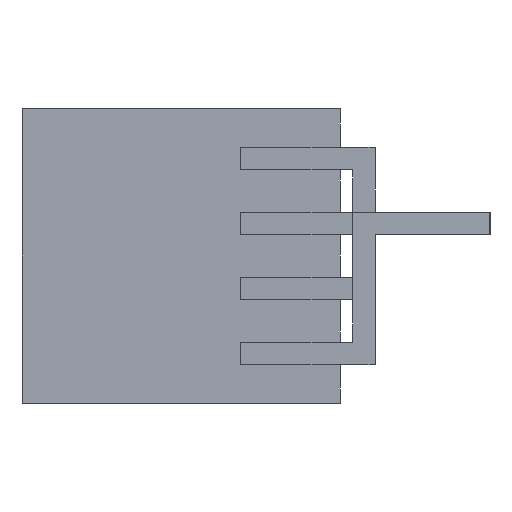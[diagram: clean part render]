
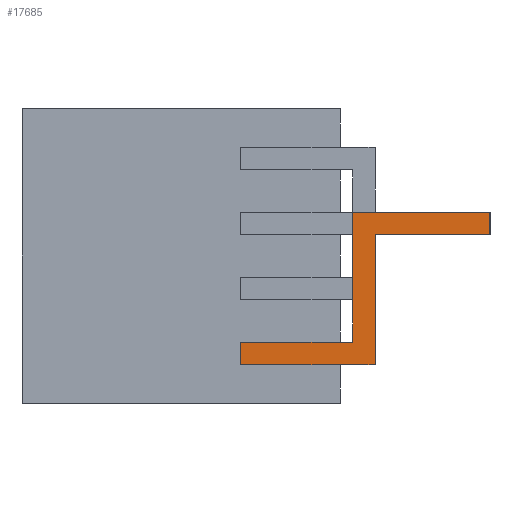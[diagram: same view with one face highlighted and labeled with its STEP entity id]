
A CAD part, left-side view. The second image highlights one B-rep face of the part: STEP entity #17685.
In plain terms, the highlighted planar face has unit normal (-1, 0, 0).
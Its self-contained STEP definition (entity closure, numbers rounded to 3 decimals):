
#137 = VERTEX_POINT ( 'NONE', #5034 ) ;
#395 = CARTESIAN_POINT ( 'NONE',  ( -998.5, -4.75, -6.9 ) ) ;
#400 = CARTESIAN_POINT ( 'NONE',  ( -998.5, -15.55, -8.7 ) ) ;
#797 = CARTESIAN_POINT ( 'NONE',  ( -998.5, -12.75, -6.9 ) ) ;
#837 = EDGE_CURVE ( 'NONE', #8429, #2801, #17140, .T. ) ;
#1242 = FACE_OUTER_BOUND ( 'NONE', #17254, .T. ) ;
#1436 = EDGE_CURVE ( 'NONE', #5606, #3816, #1688, .T. ) ;
#1688 = LINE ( 'NONE', #14181, #9103 ) ;
#2363 = VECTOR ( 'NONE', #5935, 1000. ) ;
#2399 = VECTOR ( 'NONE', #3352, 1000. ) ;
#2458 = AXIS2_PLACEMENT_3D ( 'NONE', #11196, #18548, #9797 ) ;
#2738 = VERTEX_POINT ( 'NONE', #10700 ) ;
#2801 = VERTEX_POINT ( 'NONE', #3545 ) ;
#2861 = LINE ( 'NONE', #395, #2399 ) ;
#3125 = CARTESIAN_POINT ( 'NONE',  ( -998.5, -4.75, -8.7 ) ) ;
#3349 = ORIENTED_EDGE ( 'NONE', *, *, #14381, .F. ) ;
#3352 = DIRECTION ( 'NONE',  ( 0., -1., 0. ) ) ;
#3369 = EDGE_CURVE ( 'NONE', #2738, #4559, #14557, .T. ) ;
#3413 = EDGE_CURVE ( 'NONE', #12784, #8429, #10220, .T. ) ;
#3482 = LINE ( 'NONE', #16316, #10406 ) ;
#3545 = CARTESIAN_POINT ( 'NONE',  ( -998.5, -4.75, -6.9 ) ) ;
#3685 = ORIENTED_EDGE ( 'NONE', *, *, #18786, .F. ) ;
#3816 = VERTEX_POINT ( 'NONE', #400 ) ;
#3905 = CARTESIAN_POINT ( 'NONE',  ( -998.5, -15.55, 1.7 ) ) ;
#4024 = LINE ( 'NONE', #15866, #15280 ) ;
#4345 = DIRECTION ( 'NONE',  ( 0., 0., 1. ) ) ;
#4559 = VERTEX_POINT ( 'NONE', #10442 ) ;
#4568 = DIRECTION ( 'NONE',  ( 0., 1., 0. ) ) ;
#5034 = CARTESIAN_POINT ( 'NONE',  ( -998.5, -24.75, 1.7 ) ) ;
#5153 = LINE ( 'NONE', #5767, #16393 ) ;
#5426 = VECTOR ( 'NONE', #7576, 1000. ) ;
#5606 = VERTEX_POINT ( 'NONE', #3905 ) ;
#5767 = CARTESIAN_POINT ( 'NONE',  ( -998.5, -24.75, 1.7 ) ) ;
#5935 = DIRECTION ( 'NONE',  ( 0., 1., 0. ) ) ;
#6878 = LINE ( 'NONE', #9401, #18086 ) ;
#7115 = DIRECTION ( 'NONE',  ( 0., 0., -1. ) ) ;
#7266 = DIRECTION ( 'NONE',  ( 0., 1., 0. ) ) ;
#7576 = DIRECTION ( 'NONE',  ( 0., 0., 1. ) ) ;
#8308 = PLANE ( 'NONE',  #2458 ) ;
#8429 = VERTEX_POINT ( 'NONE', #14486 ) ;
#8855 = ORIENTED_EDGE ( 'NONE', *, *, #3369, .F. ) ;
#9079 = EDGE_CURVE ( 'NONE', #11639, #137, #4024, .T. ) ;
#9103 = VECTOR ( 'NONE', #17117, 1000. ) ;
#9347 = EDGE_CURVE ( 'NONE', #11881, #2738, #2861, .T. ) ;
#9401 = CARTESIAN_POINT ( 'NONE',  ( -998.5, -4.75, -6.9 ) ) ;
#9450 = DIRECTION ( 'NONE',  ( 0., -1., 0. ) ) ;
#9797 = DIRECTION ( 'NONE',  ( 0., 0., -1. ) ) ;
#10062 = ORIENTED_EDGE ( 'NONE', *, *, #9079, .F. ) ;
#10220 = LINE ( 'NONE', #17656, #2363 ) ;
#10363 = EDGE_CURVE ( 'NONE', #4559, #11639, #17284, .T. ) ;
#10406 = VECTOR ( 'NONE', #4568, 1000. ) ;
#10442 = CARTESIAN_POINT ( 'NONE',  ( -998.5, -13.75, 3.5 ) ) ;
#10654 = CARTESIAN_POINT ( 'NONE',  ( -998.5, -24.75, 3.5 ) ) ;
#10700 = CARTESIAN_POINT ( 'NONE',  ( -998.5, -13.75, -6.9 ) ) ;
#10722 = ORIENTED_EDGE ( 'NONE', *, *, #14062, .F. ) ;
#11196 = CARTESIAN_POINT ( 'NONE',  ( -998.5, 0., 0. ) ) ;
#11592 = VECTOR ( 'NONE', #4345, 1000. ) ;
#11639 = VERTEX_POINT ( 'NONE', #10654 ) ;
#11726 = ORIENTED_EDGE ( 'NONE', *, *, #1436, .F. ) ;
#11881 = VERTEX_POINT ( 'NONE', #797 ) ;
#12692 = ORIENTED_EDGE ( 'NONE', *, *, #9347, .F. ) ;
#12784 = VERTEX_POINT ( 'NONE', #16425 ) ;
#13176 = CARTESIAN_POINT ( 'NONE',  ( -998.5, -13.75, -6.9 ) ) ;
#13286 = CARTESIAN_POINT ( 'NONE',  ( -998.5, -13.75, 3.5 ) ) ;
#14062 = EDGE_CURVE ( 'NONE', #137, #5606, #5153, .T. ) ;
#14181 = CARTESIAN_POINT ( 'NONE',  ( -998.5, -15.55, 1.7 ) ) ;
#14381 = EDGE_CURVE ( 'NONE', #2801, #11881, #6878, .T. ) ;
#14486 = CARTESIAN_POINT ( 'NONE',  ( -998.5, -4.75, -8.7 ) ) ;
#14557 = LINE ( 'NONE', #13176, #11592 ) ;
#14729 = DIRECTION ( 'NONE',  ( 0., -1., 0. ) ) ;
#14768 = ORIENTED_EDGE ( 'NONE', *, *, #10363, .F. ) ;
#15280 = VECTOR ( 'NONE', #7115, 1000. ) ;
#15866 = CARTESIAN_POINT ( 'NONE',  ( -998.5, -24.75, 3.5 ) ) ;
#16316 = CARTESIAN_POINT ( 'NONE',  ( -998.5, -15.55, -8.7 ) ) ;
#16393 = VECTOR ( 'NONE', #7266, 1000. ) ;
#16425 = CARTESIAN_POINT ( 'NONE',  ( -998.5, -12.75, -8.7 ) ) ;
#16823 = VECTOR ( 'NONE', #14729, 1000. ) ;
#17117 = DIRECTION ( 'NONE',  ( 0., 0., -1. ) ) ;
#17140 = LINE ( 'NONE', #3125, #5426 ) ;
#17254 = EDGE_LOOP ( 'NONE', ( #3685, #11726, #10722, #10062, #14768, #8855, #12692, #3349, #17922, #17346 ) ) ;
#17284 = LINE ( 'NONE', #13286, #16823 ) ;
#17346 = ORIENTED_EDGE ( 'NONE', *, *, #3413, .F. ) ;
#17656 = CARTESIAN_POINT ( 'NONE',  ( -998.5, -15.55, -8.7 ) ) ;
#17685 = ADVANCED_FACE ( 'NONE', ( #1242 ), #8308, .F. ) ;
#17922 = ORIENTED_EDGE ( 'NONE', *, *, #837, .F. ) ;
#18086 = VECTOR ( 'NONE', #9450, 1000. ) ;
#18548 = DIRECTION ( 'NONE',  ( 1., 0., 0. ) ) ;
#18786 = EDGE_CURVE ( 'NONE', #3816, #12784, #3482, .T. ) ;
